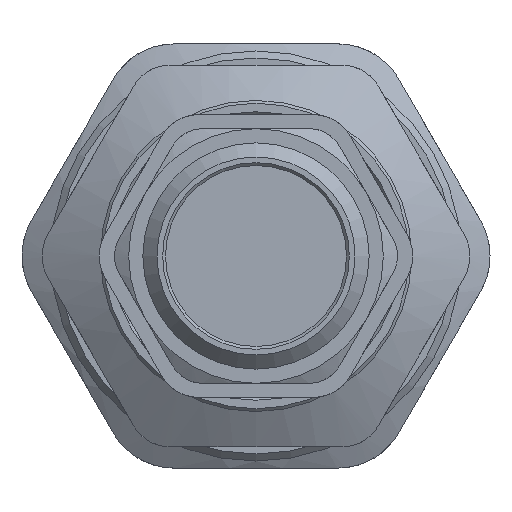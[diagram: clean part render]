
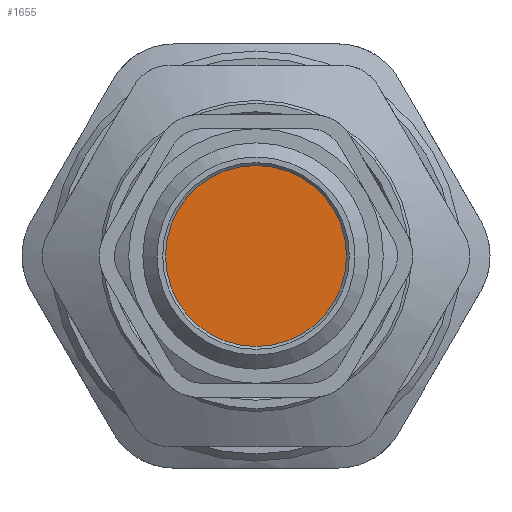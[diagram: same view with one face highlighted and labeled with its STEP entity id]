
A CAD part, front view. The second image highlights one B-rep face of the part: STEP entity #1655.
In plain terms, the highlighted planar face has unit normal (0, -1, 0).
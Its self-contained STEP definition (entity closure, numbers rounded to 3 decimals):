
#219=FACE_OUTER_BOUND('',#321,.T.);
#321=EDGE_LOOP('',(#1046));
#565=CIRCLE('',#1785,6.4);
#633=VERTEX_POINT('',#2469);
#794=EDGE_CURVE('',#633,#633,#565,.T.);
#1046=ORIENTED_EDGE('',*,*,#794,.F.);
#1521=PLANE('',#1784);
#1655=ADVANCED_FACE('',(#219),#1521,.F.);
#1784=AXIS2_PLACEMENT_3D('',#2468,#1954,#1955);
#1785=AXIS2_PLACEMENT_3D('',#2470,#1956,#1957);
#1954=DIRECTION('center_axis',(0.,1.,0.));
#1955=DIRECTION('ref_axis',(0.,0.,1.));
#1956=DIRECTION('center_axis',(0.,1.,0.));
#1957=DIRECTION('ref_axis',(1.,0.,0.));
#2468=CARTESIAN_POINT('Origin',(-1.872,-12.062,0.));
#2469=CARTESIAN_POINT('',(-8.272,-12.062,0.));
#2470=CARTESIAN_POINT('Origin',(-1.872,-12.062,0.));
